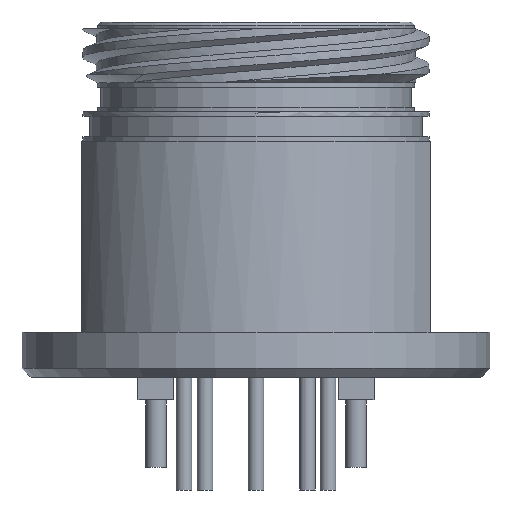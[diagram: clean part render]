
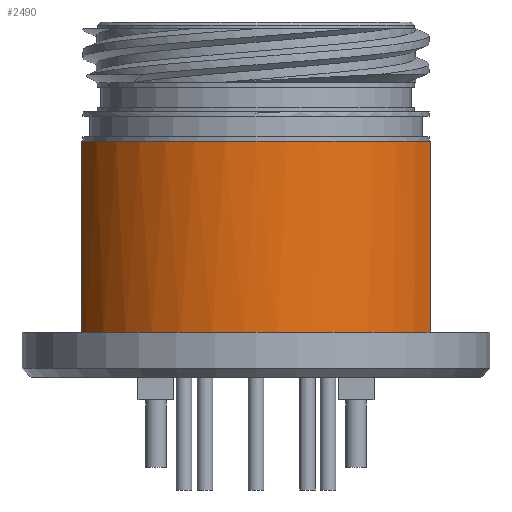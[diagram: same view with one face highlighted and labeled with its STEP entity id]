
A CAD part, front view. The second image highlights one B-rep face of the part: STEP entity #2490.
In plain terms, the highlighted cylindrical face has radius 8.5 mm (diameter 17 mm), a full revolution.
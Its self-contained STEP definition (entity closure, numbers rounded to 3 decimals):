
#144=FACE_BOUND($,#777,.T.);
#249=CIRCLE($,#2803,8.5);
#250=CIRCLE($,#2805,8.5);
#258=CIRCLE($,#2819,8.5);
#261=CIRCLE($,#2829,8.5);
#262=CIRCLE($,#2830,8.5);
#349=CYLINDRICAL_SURFACE($,#2828,8.5);
#526=FACE_OUTER_BOUND($,#776,.T.);
#776=EDGE_LOOP($,(#1991));
#777=EDGE_LOOP($,(#1992,#1993,#1994,#1995,#1996,#1997,#1998,#1999));
#984=LINE($,#4183,#1094);
#985=LINE($,#4184,#1095);
#986=LINE($,#4219,#1096);
#987=LINE($,#4221,#1097);
#1094=VECTOR($,#3412,8.5);
#1095=VECTOR($,#3413,8.5);
#1096=VECTOR($,#3460,8.5);
#1097=VECTOR($,#3461,8.5);
#1239=VERTEX_POINT($,#4170);
#1240=VERTEX_POINT($,#4171);
#1241=VERTEX_POINT($,#4175);
#1242=VERTEX_POINT($,#4176);
#1243=VERTEX_POINT($,#4180);
#1244=VERTEX_POINT($,#4181);
#1252=VERTEX_POINT($,#4204);
#1255=VERTEX_POINT($,#4217);
#1256=VERTEX_POINT($,#4220);
#1514=EDGE_CURVE($,#1240,#1239,#249,.T.);
#1515=EDGE_CURVE($,#1241,#1242,#250,.T.);
#1518=EDGE_CURVE($,#1242,#1244,#984,.T.);
#1519=EDGE_CURVE($,#1243,#1241,#985,.T.);
#1527=EDGE_CURVE($,#1252,#1252,#258,.T.);
#1530=EDGE_CURVE($,#1244,#1255,#261,.T.);
#1531=EDGE_CURVE($,#1255,#1240,#986,.T.);
#1532=EDGE_CURVE($,#1239,#1256,#987,.T.);
#1533=EDGE_CURVE($,#1256,#1243,#262,.T.);
#1991=ORIENTED_EDGE($,*,*,#1527,.T.);
#1992=ORIENTED_EDGE($,*,*,#1530,.T.);
#1993=ORIENTED_EDGE($,*,*,#1531,.T.);
#1994=ORIENTED_EDGE($,*,*,#1514,.T.);
#1995=ORIENTED_EDGE($,*,*,#1532,.T.);
#1996=ORIENTED_EDGE($,*,*,#1533,.T.);
#1997=ORIENTED_EDGE($,*,*,#1519,.T.);
#1998=ORIENTED_EDGE($,*,*,#1515,.T.);
#1999=ORIENTED_EDGE($,*,*,#1518,.T.);
#2490=ADVANCED_FACE($,(#526,#144),#349,.T.);
#2803=AXIS2_PLACEMENT_3D($,#4173,#3402,#3403);
#2805=AXIS2_PLACEMENT_3D($,#4177,#3406,#3407);
#2819=AXIS2_PLACEMENT_3D($,#4205,#3438,#3439);
#2828=AXIS2_PLACEMENT_3D($,#4216,#3456,#3457);
#2829=AXIS2_PLACEMENT_3D($,#4218,#3458,#3459);
#2830=AXIS2_PLACEMENT_3D($,#4222,#3462,#3463);
#3402=DIRECTION('center_axis',(0.,0.,-1.));
#3403=DIRECTION('ref_axis',(0.,-1.,0.));
#3406=DIRECTION('center_axis',(0.,0.,-1.));
#3407=DIRECTION('ref_axis',(0.,-1.,0.));
#3412=DIRECTION($,(0.,0.,1.));
#3413=DIRECTION($,(0.,0.,-1.));
#3438=DIRECTION('center_axis',(0.,0.,1.));
#3439=DIRECTION('ref_axis',(0.,-1.,0.));
#3456=DIRECTION('center_axis',(0.,0.,1.));
#3457=DIRECTION('ref_axis',(0.,-1.,0.));
#3458=DIRECTION('center_axis',(0.,0.,-1.));
#3459=DIRECTION('ref_axis',(0.,-1.,0.));
#3460=DIRECTION($,(0.,0.,-1.));
#3461=DIRECTION($,(0.,0.,1.));
#3462=DIRECTION('center_axis',(0.,0.,-1.));
#3463=DIRECTION('ref_axis',(0.,-1.,0.));
#4170=CARTESIAN_POINT('',(-7.75,3.491,3.));
#4171=CARTESIAN_POINT('',(-7.75,-3.491,3.));
#4173=CARTESIAN_POINT('Origin',(0.,0.,3.));
#4175=CARTESIAN_POINT('',(7.75,3.491,3.));
#4176=CARTESIAN_POINT('',(7.75,-3.491,3.));
#4177=CARTESIAN_POINT('Origin',(0.,0.,3.));
#4180=CARTESIAN_POINT('',(7.75,3.491,11.5));
#4181=CARTESIAN_POINT('',(7.75,-3.491,11.5));
#4183=CARTESIAN_POINT($,(7.75,-3.491,3.));
#4184=CARTESIAN_POINT($,(7.75,3.491,8.55));
#4204=CARTESIAN_POINT('',(8.5,-0.064,2.72));
#4205=CARTESIAN_POINT('Origin',(0.,0.,2.72));
#4216=CARTESIAN_POINT('Origin',(0.,0.,2.428));
#4217=CARTESIAN_POINT('',(-7.75,-3.491,11.5));
#4218=CARTESIAN_POINT('Origin',(0.,0.,11.5));
#4219=CARTESIAN_POINT($,(-7.75,-3.491,8.55));
#4220=CARTESIAN_POINT('',(-7.75,3.491,11.5));
#4221=CARTESIAN_POINT($,(-7.75,3.491,3.));
#4222=CARTESIAN_POINT('Origin',(0.,0.,11.5));
